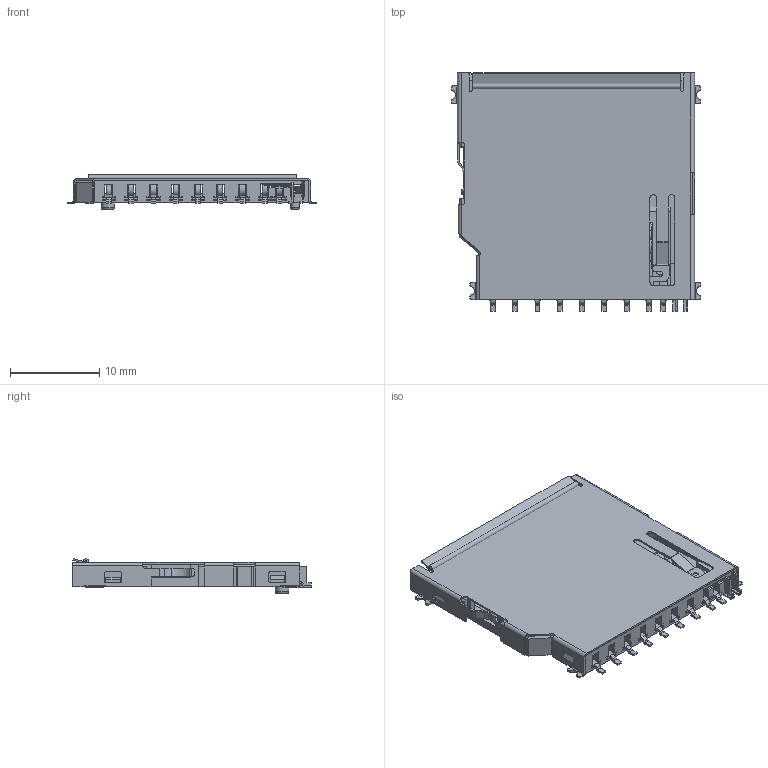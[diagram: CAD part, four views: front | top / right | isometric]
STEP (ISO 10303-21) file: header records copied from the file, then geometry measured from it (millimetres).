
FILE_DESCRIPTION(('FreeCAD Model'),'2;1');
FILE_NAME('Open CASCADE Shape Model','2021-10-05T17:19:40',( 'kicad StepUp'),('ksu MCAD'),'Open CASCADE STEP processor 7.5', 'FreeCAD','Unknown');
FILE_SCHEMA(('AUTOMOTIVE_DESIGN { 1 0 10303 214 1 1 1 1 }'));
Length unit declared in the file: millimetre
Products named in the file (1): 693063010911 (rev1)
Bounding box: 28 x 26.8 x 3.95 mm (x, y, z)
Volume: 539.3 mm3; surface area: 3454.3 mm2
Topology: 13 solids, 13 shells, 1085 faces, 3047 edges, 1974 vertices
Faces by surface type: plane 801, cylinder 260, bspline 20, torus 2, cone 2
Full cylindrical faces by diameter (mm): 1 x1, 1.5 x1
Entity records: 34200 total; most frequent: CARTESIAN_POINT 6640, ORIENTED_EDGE 5918, DIRECTION 5474, EDGE_CURVE 2959, LINE 2382, VECTOR 2382, VERTEX_POINT 1930, AXIS2_PLACEMENT_3D 1546
